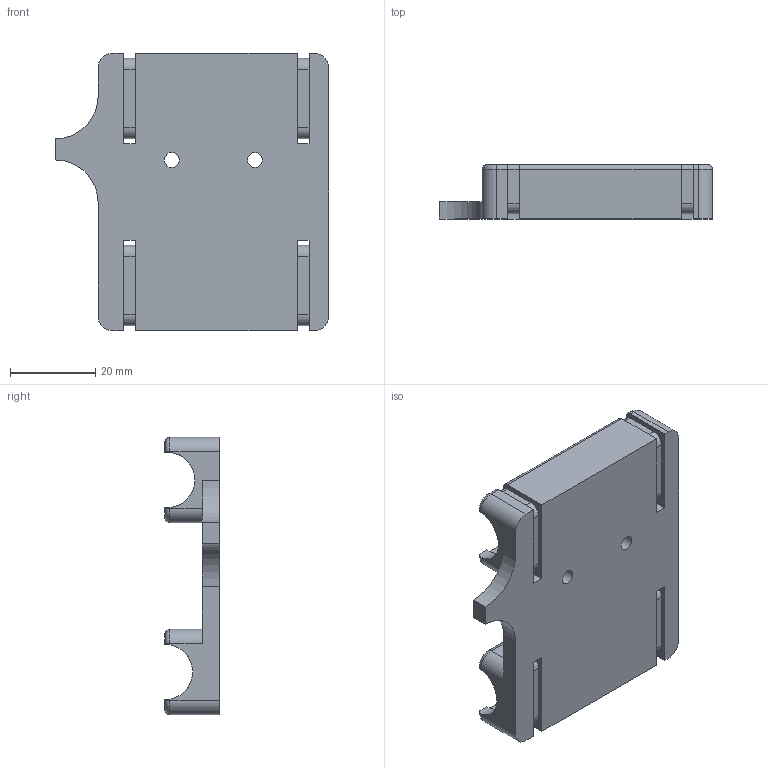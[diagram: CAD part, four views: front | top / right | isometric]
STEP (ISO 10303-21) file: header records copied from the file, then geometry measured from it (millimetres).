
FILE_DESCRIPTION(('FreeCAD Model'),'2;1');
FILE_NAME('x_carriage.step', '2018-12-24T22:53:26',('Felix Morgner'),(''), 'Open CASCADE STEP processor 7.3','FreeCAD','Unknown');
FILE_SCHEMA(('AUTOMOTIVE_DESIGN { 1 0 10303 214 1 1 1 1 }'));
Length unit declared in the file: millimetre
Products named in the file (1): migbot_i3_x_axis_carriage
Bounding box: 64 x 12.7 x 65 mm (x, y, z)
Volume: 22323.5 mm3; surface area: 11749.8 mm2
Topology: 1 solids, 1 shells, 98 faces, 307 edges, 203 vertices
Faces by surface type: cylinder 46, plane 44, torus 8
Full cylindrical faces by diameter (mm): 3.5 x2
Entity records: 8065 total; most frequent: CARTESIAN_POINT 1967, DIRECTION 1157, LINE 737, VECTOR 737, ORIENTED_EDGE 614, PCURVE 614, DEFINITIONAL_REPRESENTATION 614, EDGE_CURVE 307
